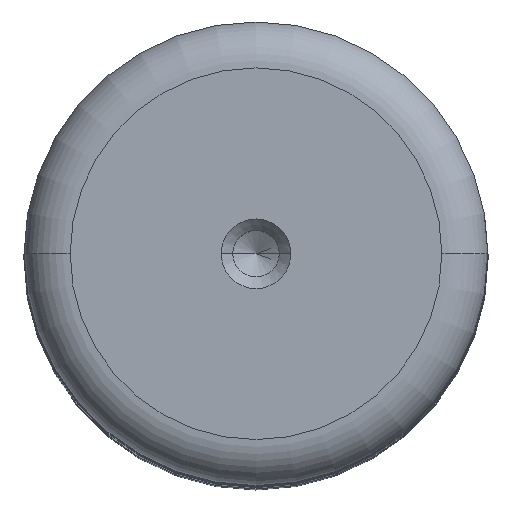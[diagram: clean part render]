
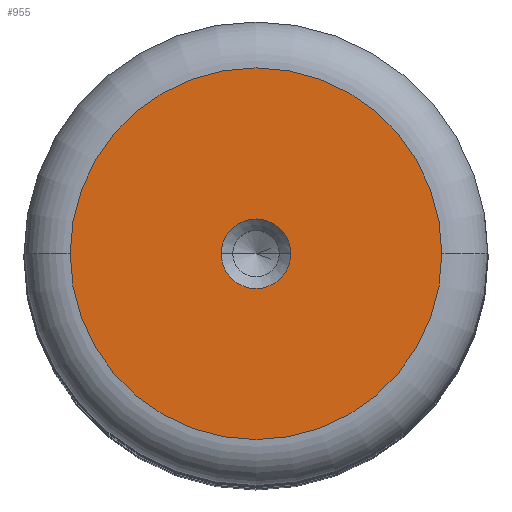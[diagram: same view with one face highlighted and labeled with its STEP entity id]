
A CAD part, top view. The second image highlights one B-rep face of the part: STEP entity #955.
In plain terms, the highlighted planar face has unit normal (0, 0, 1).
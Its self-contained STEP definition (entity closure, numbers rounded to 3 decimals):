
#10 = CARTESIAN_POINT ( 'NONE',  ( -8.013, 0., 100. ) ) ;
#57 = ORIENTED_EDGE ( 'NONE', *, *, #1870, .F. ) ;
#162 = ORIENTED_EDGE ( 'NONE', *, *, #779, .T. ) ;
#170 = FACE_BOUND ( 'NONE', #333, .T. ) ;
#171 = VERTEX_POINT ( 'NONE', #2007 ) ;
#174 = DIRECTION ( 'NONE',  ( 1., 0., 0. ) ) ;
#196 = AXIS2_PLACEMENT_3D ( 'NONE', #1099, #2450, #1284 ) ;
#249 = DIRECTION ( 'NONE',  ( 1., 0., 0. ) ) ;
#333 = EDGE_LOOP ( 'NONE', ( #57, #1043 ) ) ;
#369 = VERTEX_POINT ( 'NONE', #1502 ) ;
#544 = DIRECTION ( 'NONE',  ( 0., 0., 1. ) ) ;
#666 = EDGE_LOOP ( 'NONE', ( #1746, #162 ) ) ;
#779 = EDGE_CURVE ( 'NONE', #918, #798, #948, .T. ) ;
#792 = CIRCLE ( 'NONE', #913, 1.5 ) ;
#798 = VERTEX_POINT ( 'NONE', #959 ) ;
#835 = PLANE ( 'NONE',  #1952 ) ;
#913 = AXIS2_PLACEMENT_3D ( 'NONE', #1010, #2364, #1203 ) ;
#918 = VERTEX_POINT ( 'NONE', #10 ) ;
#948 = CIRCLE ( 'NONE', #1611, 8.013 ) ;
#955 = ADVANCED_FACE ( 'NONE', ( #170, #1026 ), #835, .T. ) ;
#959 = CARTESIAN_POINT ( 'NONE',  ( 8.013, 0., 100. ) ) ;
#1010 = CARTESIAN_POINT ( 'NONE',  ( 0., 0., 100. ) ) ;
#1026 = FACE_OUTER_BOUND ( 'NONE', #666, .T. ) ;
#1043 = ORIENTED_EDGE ( 'NONE', *, *, #2188, .F. ) ;
#1099 = CARTESIAN_POINT ( 'NONE',  ( 0., 0., 100. ) ) ;
#1203 = DIRECTION ( 'NONE',  ( 1., 0., 0. ) ) ;
#1245 = AXIS2_PLACEMENT_3D ( 'NONE', #1703, #544, #1902 ) ;
#1284 = DIRECTION ( 'NONE',  ( 1., 0., 0. ) ) ;
#1323 = CIRCLE ( 'NONE', #196, 1.5 ) ;
#1340 = DIRECTION ( 'NONE',  ( 0., 0., 1. ) ) ;
#1404 = CARTESIAN_POINT ( 'NONE',  ( 0., 0., 100. ) ) ;
#1415 = DIRECTION ( 'NONE',  ( 0., 0., 1. ) ) ;
#1502 = CARTESIAN_POINT ( 'NONE',  ( 1.5, 0., 100. ) ) ;
#1611 = AXIS2_PLACEMENT_3D ( 'NONE', #2494, #1340, #174 ) ;
#1703 = CARTESIAN_POINT ( 'NONE',  ( 0., 0., 100. ) ) ;
#1730 = CIRCLE ( 'NONE', #1245, 8.013 ) ;
#1746 = ORIENTED_EDGE ( 'NONE', *, *, #2432, .T. ) ;
#1870 = EDGE_CURVE ( 'NONE', #369, #171, #1323, .T. ) ;
#1902 = DIRECTION ( 'NONE',  ( 1., 0., 0. ) ) ;
#1952 = AXIS2_PLACEMENT_3D ( 'NONE', #1404, #1415, #249 ) ;
#2007 = CARTESIAN_POINT ( 'NONE',  ( -1.5, 0., 100. ) ) ;
#2188 = EDGE_CURVE ( 'NONE', #171, #369, #792, .T. ) ;
#2364 = DIRECTION ( 'NONE',  ( 0., 0., 1. ) ) ;
#2432 = EDGE_CURVE ( 'NONE', #798, #918, #1730, .T. ) ;
#2450 = DIRECTION ( 'NONE',  ( 0., 0., 1. ) ) ;
#2494 = CARTESIAN_POINT ( 'NONE',  ( 0., 0., 100. ) ) ;
